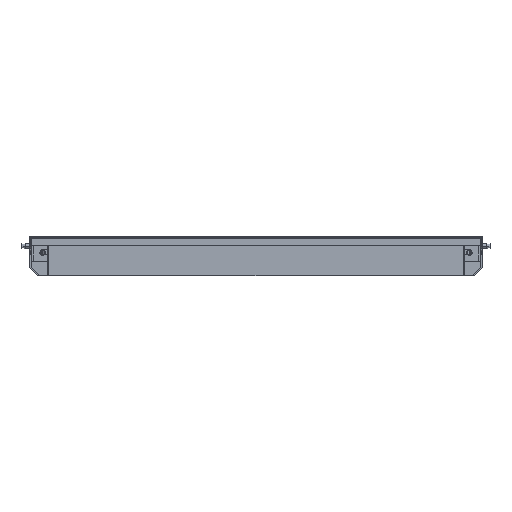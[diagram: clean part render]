
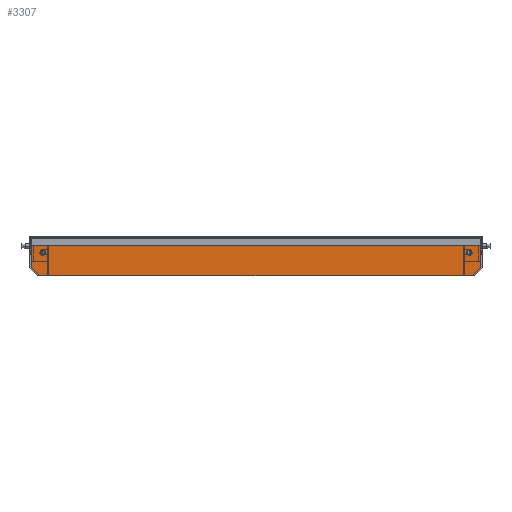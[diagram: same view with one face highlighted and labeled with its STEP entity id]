
A CAD part, front view. The second image highlights one B-rep face of the part: STEP entity #3307.
In plain terms, the highlighted planar face has unit normal (0, -1, 0).
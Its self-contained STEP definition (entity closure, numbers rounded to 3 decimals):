
#3307=ADVANCED_FACE('',(#7364,#7365,#7366),#7367,.T.);
#7364=FACE_BOUND('',#12518,.T.);
#7365=FACE_BOUND('',#12519,.T.);
#7366=FACE_OUTER_BOUND('',#12520,.T.);
#7367=PLANE('',#12521);
#12518=EDGE_LOOP('',(#20971,#20972));
#12519=EDGE_LOOP('',(#20973,#20974));
#12520=EDGE_LOOP('',(#20975,#20976,#20977,#20978,#20979,#20980));
#12521=AXIS2_PLACEMENT_3D('',#20981,#20982,#20983);
#20971=ORIENTED_EDGE('',*,*,#31158,.T.);
#20972=ORIENTED_EDGE('',*,*,#32876,.T.);
#20973=ORIENTED_EDGE('',*,*,#31153,.T.);
#20974=ORIENTED_EDGE('',*,*,#32880,.T.);
#20975=ORIENTED_EDGE('',*,*,#32884,.T.);
#20976=ORIENTED_EDGE('',*,*,#32887,.T.);
#20977=ORIENTED_EDGE('',*,*,#32888,.T.);
#20978=ORIENTED_EDGE('',*,*,#32838,.T.);
#20979=ORIENTED_EDGE('',*,*,#32889,.F.);
#20980=ORIENTED_EDGE('',*,*,#32858,.T.);
#20981=CARTESIAN_POINT('',(11.5,46.0,41.125));
#20982=DIRECTION('',(0.0,-1.0,0.0));
#20983=DIRECTION('',(0.0,0.0,-1.0));
#31153=EDGE_CURVE('',#37259,#37256,#37260,.T.);
#31158=EDGE_CURVE('',#37268,#37265,#37269,.T.);
#32838=EDGE_CURVE('',#39796,#39794,#39797,.T.);
#32858=EDGE_CURVE('',#39827,#39825,#39828,.T.);
#32876=EDGE_CURVE('',#37265,#37268,#39852,.T.);
#32880=EDGE_CURVE('',#37256,#37259,#39856,.T.);
#32884=EDGE_CURVE('',#39825,#39859,#39862,.T.);
#32887=EDGE_CURVE('',#39859,#39865,#39866,.T.);
#32888=EDGE_CURVE('',#39865,#39796,#39867,.T.);
#32889=EDGE_CURVE('',#39827,#39794,#39868,.T.);
#37256=VERTEX_POINT('',#46166);
#37259=VERTEX_POINT('',#46170);
#37260=CIRCLE('',#46171,3.3);
#37265=VERTEX_POINT('',#46177);
#37268=VERTEX_POINT('',#46181);
#37269=CIRCLE('',#46182,3.3);
#39794=VERTEX_POINT('',#49957);
#39796=VERTEX_POINT('',#49959);
#39797=LINE('',#49960,#49961);
#39825=VERTEX_POINT('',#50000);
#39827=VERTEX_POINT('',#50003);
#39828=LINE('',#50004,#50005);
#39852=CIRCLE('',#50034,3.3);
#39856=CIRCLE('',#50038,3.3);
#39859=VERTEX_POINT('',#50041);
#39862=LINE('',#50045,#50046);
#39865=VERTEX_POINT('',#50050);
#39866=LINE('',#50051,#50052);
#39867=LINE('',#50053,#50054);
#39868=LINE('',#50055,#50056);
#46166=CARTESIAN_POINT('',(28.3,46.0,28.0));
#46170=CARTESIAN_POINT('',(21.7,46.0,28.0));
#46171=AXIS2_PLACEMENT_3D('',#59575,#59576,#59577);
#46177=CARTESIAN_POINT('',(545.3,46.0,28.0));
#46181=CARTESIAN_POINT('',(538.7,46.0,28.0));
#46182=AXIS2_PLACEMENT_3D('',#59583,#59584,#59585);
#49957=CARTESIAN_POINT('',(555.5,46.0,45.5));
#49959=CARTESIAN_POINT('',(555.5,46.0,10.0));
#49960=CARTESIAN_POINT('',(555.5,46.0,22.75));
#49961=VECTOR('',#60866,1.0);
#50000=CARTESIAN_POINT('',(11.5,46.0,10.0));
#50003=CARTESIAN_POINT('',(11.5,46.0,45.5));
#50004=CARTESIAN_POINT('',(11.5,46.0,22.75));
#50005=VECTOR('',#60891,1.0);
#50034=AXIS2_PLACEMENT_3D('',#60921,#60922,#60923);
#50038=AXIS2_PLACEMENT_3D('',#60927,#60928,#60929);
#50041=CARTESIAN_POINT('',(21.5,46.0,0.0));
#50045=CARTESIAN_POINT('',(6.37,46.0,15.13));
#50046=VECTOR('',#60931,1.0);
#50050=CARTESIAN_POINT('',(545.5,46.0,0.0));
#50051=CARTESIAN_POINT('',(283.5,46.0,0.0));
#50052=VECTOR('',#60933,1.0);
#50053=CARTESIAN_POINT('',(424.63,46.0,-120.87));
#50054=VECTOR('',#60934,1.0);
#50055=CARTESIAN_POINT('',(11.5,46.0,45.5));
#50056=VECTOR('',#60935,1.0);
#59575=CARTESIAN_POINT('',(25.0,46.0,28.0));
#59576=DIRECTION('',(-0.0,1.0,0.0));
#59577=DIRECTION('',(1.0,0.0,0.0));
#59583=CARTESIAN_POINT('',(542.0,46.0,28.0));
#59584=DIRECTION('',(-0.0,1.0,0.0));
#59585=DIRECTION('',(1.0,0.0,0.0));
#60866=DIRECTION('',(0.0,0.0,1.0));
#60891=DIRECTION('',(0.0,0.0,-1.0));
#60921=CARTESIAN_POINT('',(542.0,46.0,28.0));
#60922=DIRECTION('',(-0.0,1.0,0.0));
#60923=DIRECTION('',(1.0,0.0,0.0));
#60927=CARTESIAN_POINT('',(25.0,46.0,28.0));
#60928=DIRECTION('',(-0.0,1.0,0.0));
#60929=DIRECTION('',(1.0,0.0,0.0));
#60931=DIRECTION('',(0.707,0.0,-0.707));
#60933=DIRECTION('',(1.0,0.0,0.0));
#60934=DIRECTION('',(0.707,0.0,0.707));
#60935=DIRECTION('',(1.0,0.0,0.0));
